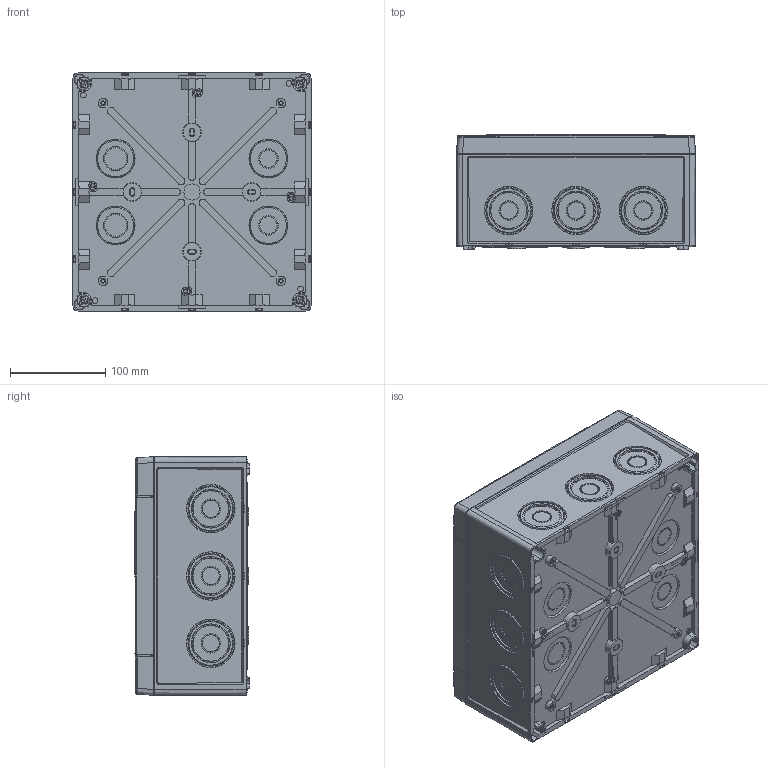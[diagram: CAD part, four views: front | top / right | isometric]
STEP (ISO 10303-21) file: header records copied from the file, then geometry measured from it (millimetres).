
FILE_DESCRIPTION((''),'2;1');
FILE_NAME('BG-ABOX-350-NEVID_CA_ASM','2024-03-19T11:10:31',('max'),('NET AG system integration'),'CREO PARAMETRIC BY PTC INC, 2021284','CREO PARAMETRIC BY PTC INC, 2021284','');
FILE_SCHEMA(('AUTOMOTIVE_DESIGN { 1 0 10303 214 1 1 1 1 }'));
Length unit declared in the file: millimetre
Products named in the file (4): KASTEN-ABOX-350-NEVID_CA; DECKEL-ABOX-350-NEVID_CA; SCHRAUBE_D4X33_NEVID; BG-ABOX-350-NEVID_CA_ASM
Assembly tree (6 placements, depth 2):
  BG-ABOX-350-NEVID_CA_ASM
    KASTEN-ABOX-350-NEVID_CA
    DECKEL-ABOX-350-NEVID_CA
    SCHRAUBE_D4X33_NEVID  x4
Bounding box: 250.2 x 120.3 x 250 mm (x, y, z)
Volume: 906956.9 mm3; surface area: 610393.3 mm2
Topology: 6 solids, 6 shells, 2572 faces, 6871 edges, 4458 vertices
Faces by surface type: plane 1397, cone 490, cylinder 392, bspline 139, torus 124, sphere 26, extrusion 4
Entity records: 128063 total; most frequent: CARTESIAN_POINT 33871, ORIENTED_EDGE 12698, DIRECTION 11816, PRESENTATION_STYLE_ASSIGNMENT 8507, STYLED_ITEM 8507, EDGE_CURVE 6349, CURVE_STYLE 6185, VERTEX_POINT 4134
